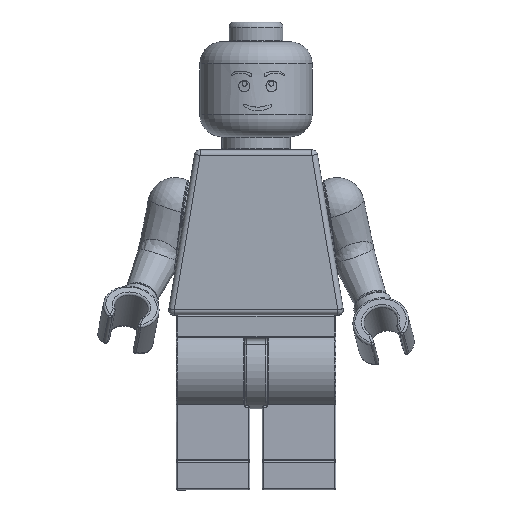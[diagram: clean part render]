
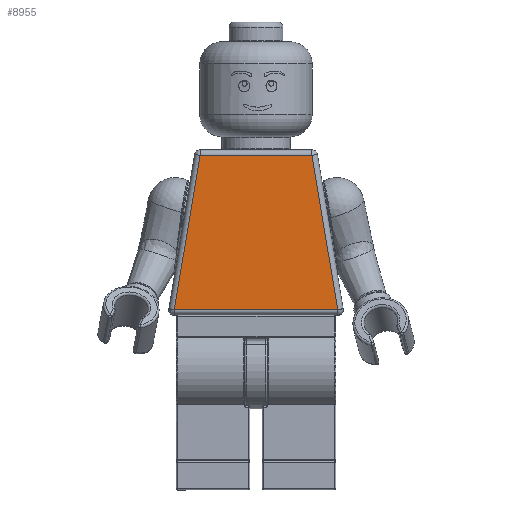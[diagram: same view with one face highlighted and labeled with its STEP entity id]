
A CAD part, top view. The second image highlights one B-rep face of the part: STEP entity #8955.
In plain terms, the highlighted face is planar.
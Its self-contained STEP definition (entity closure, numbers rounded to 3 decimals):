
#226=PLANE('',#9774);
#1580=FACE_OUTER_BOUND('',#2239,.T.);
#2239=EDGE_LOOP('',(#6078,#6079,#6080,#6081));
#2892=LINE('',#15259,#3277);
#2893=LINE('',#15267,#3278);
#2894=LINE('',#15269,#3279);
#2897=LINE('',#15275,#3282);
#3277=VECTOR('',#11285,10.);
#3278=VECTOR('',#11298,10.);
#3279=VECTOR('',#11301,10.);
#3282=VECTOR('',#11310,10.);
#3847=VERTEX_POINT('',#15236);
#3848=VERTEX_POINT('',#15242);
#3850=VERTEX_POINT('',#15253);
#3851=VERTEX_POINT('',#15261);
#4643=EDGE_CURVE('',#3847,#3850,#2892,.T.);
#4647=EDGE_CURVE('',#3850,#3851,#2893,.T.);
#4648=EDGE_CURVE('',#3851,#3848,#2894,.T.);
#4651=EDGE_CURVE('',#3848,#3847,#2897,.T.);
#6078=ORIENTED_EDGE('',*,*,#4643,.F.);
#6079=ORIENTED_EDGE('',*,*,#4651,.F.);
#6080=ORIENTED_EDGE('',*,*,#4648,.F.);
#6081=ORIENTED_EDGE('',*,*,#4647,.F.);
#8955=ADVANCED_FACE('',(#1580),#226,.T.);
#9774=AXIS2_PLACEMENT_3D('',#15280,#11317,#11318);
#11285=DIRECTION('',(-1.,0.,0.));
#11298=DIRECTION('',(-0.164,-0.986,0.));
#11301=DIRECTION('',(1.,0.,0.));
#11310=DIRECTION('',(-0.164,0.986,0.));
#11317=DIRECTION('center_axis',(0.,0.,-1.));
#11318=DIRECTION('ref_axis',(-1.,0.,0.));
#15236=CARTESIAN_POINT('',(5.076,14.5,-4.));
#15242=CARTESIAN_POINT('',(7.41,0.5,-4.));
#15253=CARTESIAN_POINT('',(-5.076,14.5,-4.));
#15259=CARTESIAN_POINT('',(2.75,14.5,-4.));
#15261=CARTESIAN_POINT('',(-7.41,0.5,-4.));
#15267=CARTESIAN_POINT('',(-5.594,11.397,-4.));
#15269=CARTESIAN_POINT('',(-4.,0.5,-4.));
#15275=CARTESIAN_POINT('',(6.844,3.897,-4.));
#15280=CARTESIAN_POINT('Origin',(0.,6.847,-4.));
